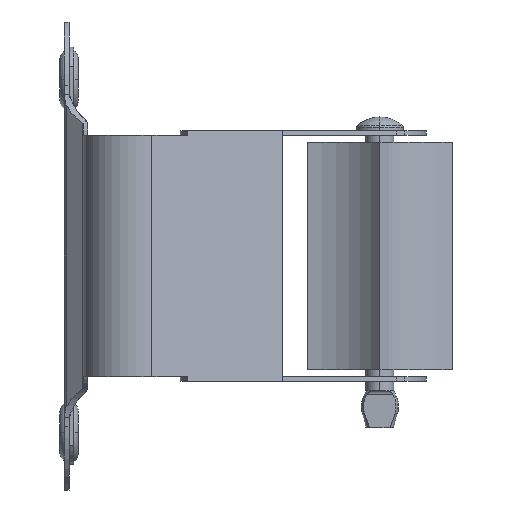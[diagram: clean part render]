
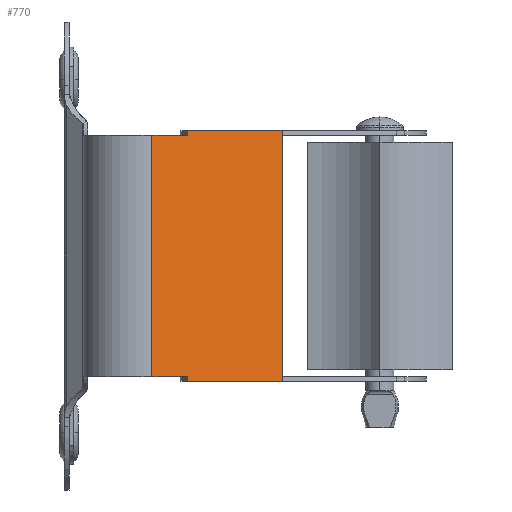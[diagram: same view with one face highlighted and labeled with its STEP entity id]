
A CAD part, left-side view. The second image highlights one B-rep face of the part: STEP entity #770.
In plain terms, the highlighted planar face has unit normal (-0.937, -0.35, 0).
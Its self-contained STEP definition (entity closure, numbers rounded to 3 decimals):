
#770=ADVANCED_FACE('',(#1617),#1618,.T.);
#1617=FACE_OUTER_BOUND('',#2540,.T.);
#1618=PLANE('',#2541);
#2540=EDGE_LOOP('',(#4697,#4698,#4699,#4700,#4701,#4702,#4703,#4704));
#2541=AXIS2_PLACEMENT_3D('',#4705,#4706,#4707);
#4697=ORIENTED_EDGE('',*,*,#6106,.T.);
#4698=ORIENTED_EDGE('',*,*,#6087,.F.);
#4699=ORIENTED_EDGE('',*,*,#6103,.T.);
#4700=ORIENTED_EDGE('',*,*,#6329,.F.);
#4701=ORIENTED_EDGE('',*,*,#6140,.T.);
#4702=ORIENTED_EDGE('',*,*,#6117,.F.);
#4703=ORIENTED_EDGE('',*,*,#6149,.T.);
#4704=ORIENTED_EDGE('',*,*,#6327,.T.);
#4705=CARTESIAN_POINT('',(-22.021,-16.463,30.0));
#4706=DIRECTION('',(-0.937,-0.35,0.0));
#4707=DIRECTION('',(-0.35,0.937,-0.0));
#6087=EDGE_CURVE('',#7394,#7390,#7396,.T.);
#6103=EDGE_CURVE('',#7394,#7416,#7417,.T.);
#6106=EDGE_CURVE('',#7420,#7390,#7421,.T.);
#6117=EDGE_CURVE('',#7439,#7434,#7441,.T.);
#6140=EDGE_CURVE('',#7472,#7434,#7473,.T.);
#6149=EDGE_CURVE('',#7439,#7486,#7488,.T.);
#6327=EDGE_CURVE('',#7486,#7420,#7769,.T.);
#6329=EDGE_CURVE('',#7472,#7416,#7771,.T.);
#7390=VERTEX_POINT('',#9883);
#7394=VERTEX_POINT('',#9889);
#7396=LINE('',#9892,#9893);
#7416=VERTEX_POINT('',#9920);
#7417=LINE('',#9921,#9922);
#7420=VERTEX_POINT('',#9926);
#7421=LINE('',#9927,#9928);
#7434=VERTEX_POINT('',#9945);
#7439=VERTEX_POINT('',#9952);
#7441=LINE('',#9955,#9956);
#7472=VERTEX_POINT('',#9998);
#7473=LINE('',#9999,#10000);
#7486=VERTEX_POINT('',#10018);
#7488=LINE('',#10020,#10021);
#7769=LINE('',#10655,#10656);
#7771=LINE('',#10658,#10659);
#9883=CARTESIAN_POINT('',(-23.215,-13.268,-13.0));
#9889=CARTESIAN_POINT('',(-23.215,-13.268,-13.5));
#9892=CARTESIAN_POINT('',(-23.215,-13.268,-13.5));
#9893=VECTOR('',#12019,1.0);
#9920=CARTESIAN_POINT('',(-19.39,-23.5,-13.5));
#9921=CARTESIAN_POINT('',(-23.215,-13.268,-13.5));
#9922=VECTOR('',#12033,1.0);
#9926=CARTESIAN_POINT('',(-24.652,-9.426,-13.0));
#9927=CARTESIAN_POINT('',(-24.91,-8.734,-13.0));
#9928=VECTOR('',#12035,1.0);
#9945=CARTESIAN_POINT('',(-23.215,-13.268,13.5));
#9952=CARTESIAN_POINT('',(-23.215,-13.268,13.0));
#9955=CARTESIAN_POINT('',(-23.215,-13.268,13.0));
#9956=VECTOR('',#12049,1.0);
#9998=CARTESIAN_POINT('',(-19.39,-23.5,13.5));
#9999=CARTESIAN_POINT('',(-23.215,-13.268,13.5));
#10000=VECTOR('',#12073,1.0);
#10018=CARTESIAN_POINT('',(-24.652,-9.426,13.0));
#10020=CARTESIAN_POINT('',(-24.91,-8.734,13.0));
#10021=VECTOR('',#12085,1.0);
#10655=CARTESIAN_POINT('',(-24.652,-9.426,30.0));
#10656=VECTOR('',#12390,1.0);
#10658=CARTESIAN_POINT('',(-19.39,-23.5,30.0));
#10659=VECTOR('',#12391,1.0);
#12019=DIRECTION('',(0.0,0.0,1.0));
#12033=DIRECTION('',(0.35,-0.937,0.0));
#12035=DIRECTION('',(0.35,-0.937,0.0));
#12049=DIRECTION('',(0.0,0.0,1.0));
#12073=DIRECTION('',(-0.35,0.937,0.0));
#12085=DIRECTION('',(-0.35,0.937,0.0));
#12390=DIRECTION('',(0.0,0.0,-1.0));
#12391=DIRECTION('',(0.0,0.0,-1.0));
